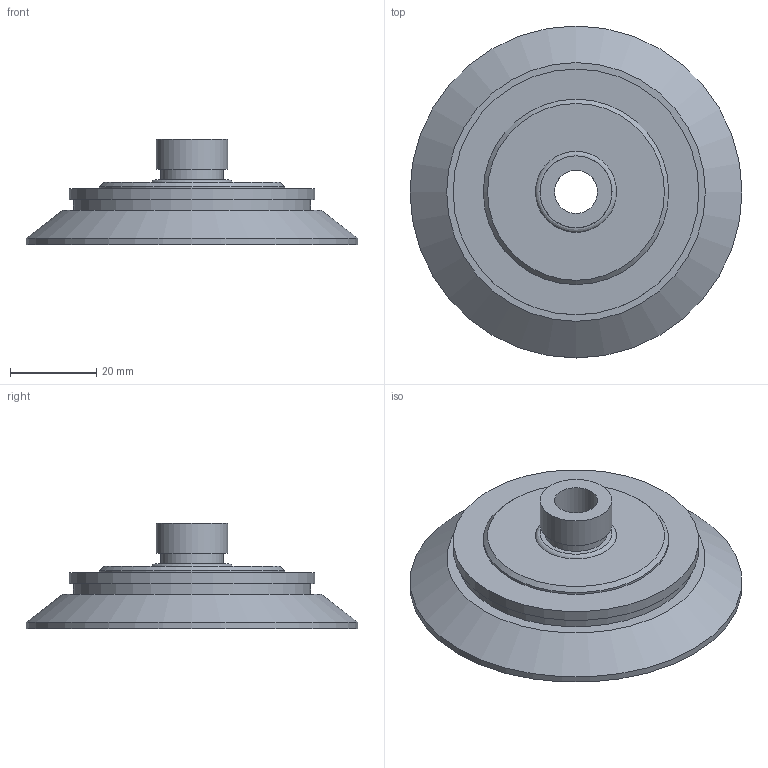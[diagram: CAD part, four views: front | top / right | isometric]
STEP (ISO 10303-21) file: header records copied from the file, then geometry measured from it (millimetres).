
FILE_DESCRIPTION( ( '' ), '1' );
FILE_NAME( '0107722.stp', '2002-11-18T13:18:08', ( 'Andreas Norlén' ), ( 'PIAB AB' ), 'XStep 1.0', 'SE V12', ' ' );
FILE_SCHEMA( ( 'automotive_design' ) );
Length unit declared in the file: millimetre
Products named in the file (1): 0106792
Bounding box: 77 x 77 x 24.5 mm (x, y, z)
Volume: 34410 mm3; surface area: 12933.3 mm2
Topology: 1 solids, 1 shells, 34 faces, 67 edges, 43 vertices
Faces by surface type: plane 22, cylinder 8, cone 3, torus 1
Full cylindrical faces by diameter (mm): 10 x1, 14.5 x1, 16.66 x1, 20 x1, 43 x1, 55 x1, 57 x1, 77 x1
Entity records: 802 total; most frequent: DIRECTION 148, CARTESIAN_POINT 125, ORIENTED_EDGE 102, AXIS2_PLACEMENT_3D 62, EDGE_LOOP 56, EDGE_CURVE 51, FACE_OUTER_BOUND 43, VERTEX_POINT 39
